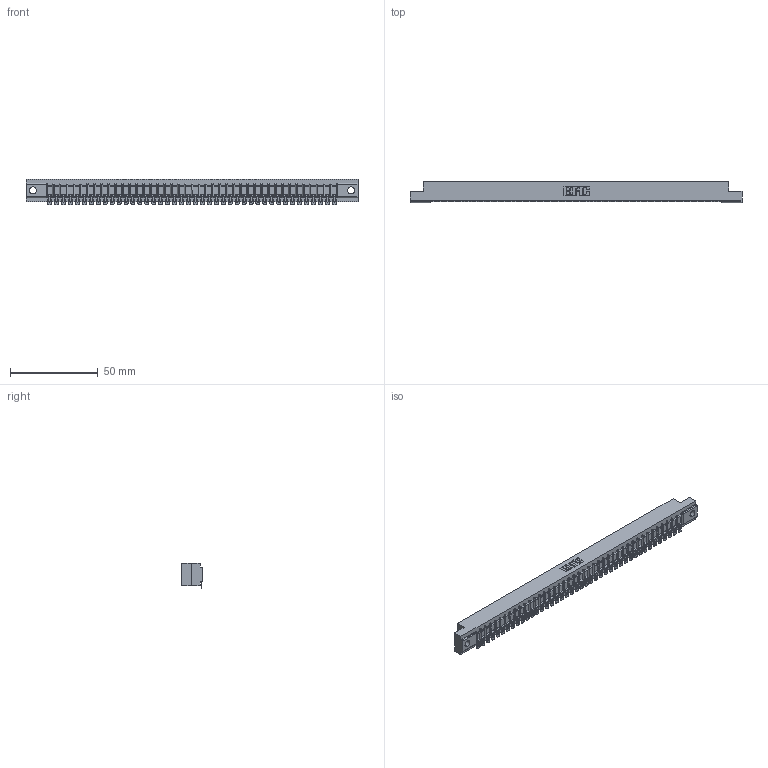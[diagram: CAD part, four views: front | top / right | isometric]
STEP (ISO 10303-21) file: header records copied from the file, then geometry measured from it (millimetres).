
FILE_DESCRIPTION (( 'STEP AP203' ), '1' );
FILE_NAME ('307-042-454-102.STEP', '2020-09-29T18:17:11', ( '' ), ( '' ), 'SwSTEP 2.0', 'SolidWorks 2020', '' );
FILE_SCHEMA (( 'CONFIG_CONTROL_DESIGN' ));
Length unit declared in the file: inch
Products named in the file (3): 307 Part_.128 Dia Mounting Holes; 307-290-002_554; 307-042-454-102
Assembly tree (43 placements, depth 2):
  307-042-454-102
    307 Part_.128 Dia Mounting Holes
    307-290-002_554  x42
Bounding box: 189.43 x 12.01 x 14.52 mm (x, y, z)
Volume: 20199 mm3; surface area: 25362.5 mm2
Topology: 43 solids, 43 shells, 3563 faces, 10949 edges, 7182 vertices
Faces by surface type: plane 2002, cylinder 1475, sphere 86
Entity records: 36973 total; most frequent: CARTESIAN_POINT 6238, ORIENTED_EDGE 6228, DIRECTION 6066, EDGE_CURVE 3114, VECTOR 2378, LINE 2378, VERTEX_POINT 2016, AXIS2_PLACEMENT_3D 1844
